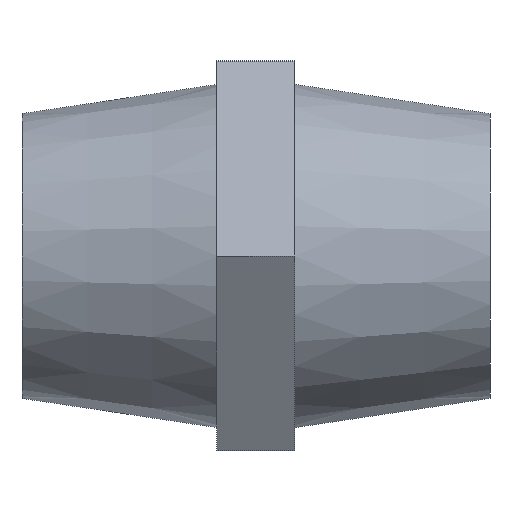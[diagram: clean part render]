
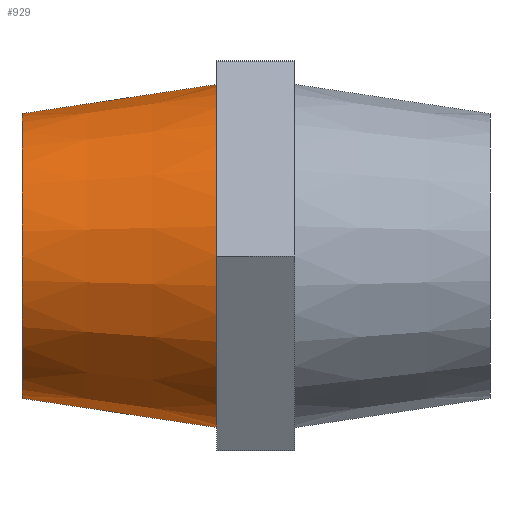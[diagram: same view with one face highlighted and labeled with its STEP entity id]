
A CAD part, left-side view. The second image highlights one B-rep face of the part: STEP entity #929.
In plain terms, the highlighted conical face has half-angle 8.531 degrees and reference radius 22 mm.
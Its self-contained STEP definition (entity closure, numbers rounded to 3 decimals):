
#59 = CARTESIAN_POINT ( 'NONE',  ( 0., 5., 0. ) ) ;
#248 = DIRECTION ( 'NONE',  ( 0., -1., 0. ) ) ;
#382 = EDGE_CURVE ( 'NONE', #3615, #2051, #453, .T. ) ;
#444 = CARTESIAN_POINT ( 'NONE',  ( 0., 30., 18.25 ) ) ;
#453 = CIRCLE ( 'NONE', #3620, 18.25 ) ;
#622 = DIRECTION ( 'NONE',  ( 0., -1., 0. ) ) ;
#646 = FACE_OUTER_BOUND ( 'NONE', #2399, .T. ) ;
#655 = CARTESIAN_POINT ( 'NONE',  ( 0., 5., 22. ) ) ;
#915 = DIRECTION ( 'NONE',  ( 0., 0., -1. ) ) ;
#929 = ADVANCED_FACE ( 'NONE', ( #646 ), #2872, .T. ) ;
#942 = EDGE_CURVE ( 'NONE', #3915, #1263, #1616, .T. ) ;
#970 = VECTOR ( 'NONE', #3871, 1000. ) ;
#1185 = CARTESIAN_POINT ( 'NONE',  ( 0., 5., -22. ) ) ;
#1263 = VERTEX_POINT ( 'NONE', #4067 ) ;
#1491 = EDGE_CURVE ( 'NONE', #2051, #1263, #2459, .T. ) ;
#1616 = CIRCLE ( 'NONE', #3723, 22. ) ;
#1631 = ORIENTED_EDGE ( 'NONE', *, *, #3997, .F. ) ;
#1666 = CARTESIAN_POINT ( 'NONE',  ( 0., 5., 22. ) ) ;
#2051 = VERTEX_POINT ( 'NONE', #4055 ) ;
#2318 = VECTOR ( 'NONE', #3105, 1000. ) ;
#2399 = EDGE_LOOP ( 'NONE', ( #1631, #4019, #3600, #2526 ) ) ;
#2459 = LINE ( 'NONE', #1185, #2318 ) ;
#2526 = ORIENTED_EDGE ( 'NONE', *, *, #942, .F. ) ;
#2671 = AXIS2_PLACEMENT_3D ( 'NONE', #2844, #622, #3753 ) ;
#2844 = CARTESIAN_POINT ( 'NONE',  ( 0., 5., 0. ) ) ;
#2872 = CONICAL_SURFACE ( 'NONE', #2671, 22., 0.149 ) ;
#3105 = DIRECTION ( 'NONE',  ( 0., -0.989, -0.148 ) ) ;
#3173 = DIRECTION ( 'NONE',  ( 0., -1., 0. ) ) ;
#3367 = CARTESIAN_POINT ( 'NONE',  ( 0., 30., 0. ) ) ;
#3490 = LINE ( 'NONE', #655, #970 ) ;
#3600 = ORIENTED_EDGE ( 'NONE', *, *, #1491, .T. ) ;
#3615 = VERTEX_POINT ( 'NONE', #444 ) ;
#3620 = AXIS2_PLACEMENT_3D ( 'NONE', #3367, #248, #4071 ) ;
#3723 = AXIS2_PLACEMENT_3D ( 'NONE', #59, #3173, #915 ) ;
#3753 = DIRECTION ( 'NONE',  ( 0., 0., -1. ) ) ;
#3871 = DIRECTION ( 'NONE',  ( 0., -0.989, 0.148 ) ) ;
#3915 = VERTEX_POINT ( 'NONE', #1666 ) ;
#3997 = EDGE_CURVE ( 'NONE', #3615, #3915, #3490, .T. ) ;
#4019 = ORIENTED_EDGE ( 'NONE', *, *, #382, .T. ) ;
#4055 = CARTESIAN_POINT ( 'NONE',  ( 0., 30., -18.25 ) ) ;
#4067 = CARTESIAN_POINT ( 'NONE',  ( 0., 5., -22. ) ) ;
#4071 = DIRECTION ( 'NONE',  ( 0., 0., -1. ) ) ;
